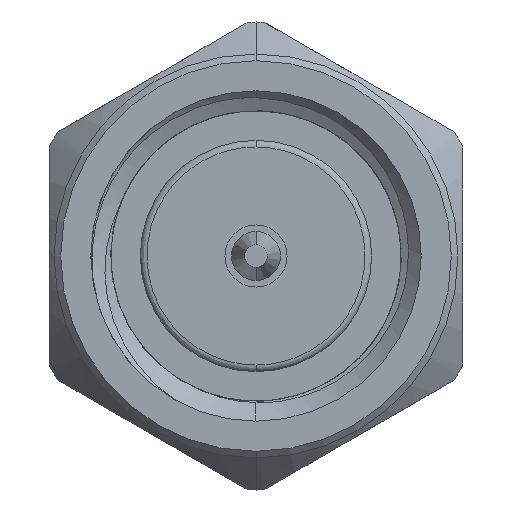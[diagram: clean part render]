
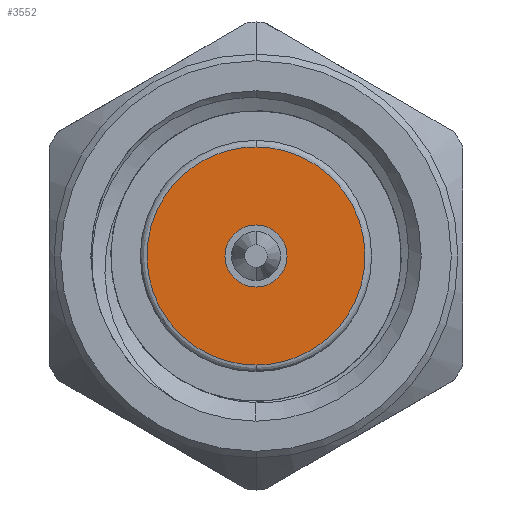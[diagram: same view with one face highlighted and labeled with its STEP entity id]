
A CAD part, left-side view. The second image highlights one B-rep face of the part: STEP entity #3552.
In plain terms, the highlighted planar face has unit normal (-1, 0, 0).
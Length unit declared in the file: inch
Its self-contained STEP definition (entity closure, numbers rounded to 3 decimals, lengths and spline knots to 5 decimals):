
#117 = FACE_OUTER_BOUND ( 'NONE', #5405, .T. ) ;
#268 = CARTESIAN_POINT ( 'NONE',  ( 0.11, 0., 0.0825 ) ) ;
#418 = VERTEX_POINT ( 'NONE', #5347 ) ;
#541 = CARTESIAN_POINT ( 'NONE',  ( 0.11, 0., -0.0825 ) ) ;
#657 = PLANE ( 'NONE',  #1307 ) ;
#797 = DIRECTION ( 'NONE',  ( 0., 0., -1. ) ) ;
#900 = CIRCLE ( 'NONE', #2979, 0.0235 ) ;
#972 = ORIENTED_EDGE ( 'NONE', *, *, #3401, .F. ) ;
#1135 =( BOUNDED_CURVE ( )  B_SPLINE_CURVE ( 3, ( #3781, #3750, #1270, #3251 ),
 .UNSPECIFIED., .F., .F. ) 
 B_SPLINE_CURVE_WITH_KNOTS ( ( 4, 4 ),
 ( 0., 1. ),
 .UNSPECIFIED. ) 
 CURVE ( )  GEOMETRIC_REPRESENTATION_ITEM ( )  RATIONAL_B_SPLINE_CURVE ( ( 1., 0.333, 0.333, 1. ) ) 
 REPRESENTATION_ITEM ( '' )  );
#1270 = CARTESIAN_POINT ( 'NONE',  ( 0.11, -0.165, -0.0825 ) ) ;
#1307 = AXIS2_PLACEMENT_3D ( 'NONE', #2064, #4503, #3985 ) ;
#1474 = CARTESIAN_POINT ( 'NONE',  ( 0.11, 0., 0.0825 ) ) ;
#1582 = ORIENTED_EDGE ( 'NONE', *, *, #5333, .F. ) ;
#1818 = CARTESIAN_POINT ( 'NONE',  ( 0.11, 0., 0.0235 ) ) ;
#1931 = AXIS2_PLACEMENT_3D ( 'NONE', #4864, #6419, #5404 ) ;
#1993 = FACE_BOUND ( 'NONE', #2840, .T. ) ;
#2064 = CARTESIAN_POINT ( 'NONE',  ( 0.11, 0., 0. ) ) ;
#2766 = VERTEX_POINT ( 'NONE', #541 ) ;
#2840 = EDGE_LOOP ( 'NONE', ( #972, #4907 ) ) ;
#2979 = AXIS2_PLACEMENT_3D ( 'NONE', #3766, #5772, #797 ) ;
#3251 = CARTESIAN_POINT ( 'NONE',  ( 0.11, 0., -0.0825 ) ) ;
#3401 = EDGE_CURVE ( 'NONE', #418, #6268, #3706, .T. ) ;
#3552 = ADVANCED_FACE ( 'NONE', ( #1993, #117 ), #657, .F. ) ;
#3706 = CIRCLE ( 'NONE', #1931, 0.0235 ) ;
#3750 = CARTESIAN_POINT ( 'NONE',  ( 0.11, -0.165, 0.0825 ) ) ;
#3766 = CARTESIAN_POINT ( 'NONE',  ( 0.11, 0., 0. ) ) ;
#3781 = CARTESIAN_POINT ( 'NONE',  ( 0.11, 0., 0.0825 ) ) ;
#3978 = CARTESIAN_POINT ( 'NONE',  ( 0.11, 0.165, -0.0825 ) ) ;
#3985 = DIRECTION ( 'NONE',  ( 0., 0., -1. ) ) ;
#4167 = VERTEX_POINT ( 'NONE', #268 ) ;
#4436 = CARTESIAN_POINT ( 'NONE',  ( 0.11, 0.165, 0.0825 ) ) ;
#4503 = DIRECTION ( 'NONE',  ( 1., 0., 0. ) ) ;
#4543 = EDGE_CURVE ( 'NONE', #6268, #418, #900, .T. ) ;
#4631 = ORIENTED_EDGE ( 'NONE', *, *, #5176, .F. ) ;
#4864 = CARTESIAN_POINT ( 'NONE',  ( 0.11, 0., 0. ) ) ;
#4907 = ORIENTED_EDGE ( 'NONE', *, *, #4543, .F. ) ;
#5176 = EDGE_CURVE ( 'NONE', #2766, #4167, #6310, .T. ) ;
#5333 = EDGE_CURVE ( 'NONE', #4167, #2766, #1135, .T. ) ;
#5347 = CARTESIAN_POINT ( 'NONE',  ( 0.11, 0., -0.0235 ) ) ;
#5404 = DIRECTION ( 'NONE',  ( 0., 0., -1. ) ) ;
#5405 = EDGE_LOOP ( 'NONE', ( #4631, #1582 ) ) ;
#5772 = DIRECTION ( 'NONE',  ( -1., 0., 0. ) ) ;
#6268 = VERTEX_POINT ( 'NONE', #1818 ) ;
#6310 =( BOUNDED_CURVE ( )  B_SPLINE_CURVE ( 3, ( #6348, #3978, #4436, #1474 ),
 .UNSPECIFIED., .F., .T. ) 
 B_SPLINE_CURVE_WITH_KNOTS ( ( 4, 4 ),
 ( 0., 1. ),
 .UNSPECIFIED. ) 
 CURVE ( )  GEOMETRIC_REPRESENTATION_ITEM ( )  RATIONAL_B_SPLINE_CURVE ( ( 1., 0.333, 0.333, 1. ) ) 
 REPRESENTATION_ITEM ( '' )  );
#6348 = CARTESIAN_POINT ( 'NONE',  ( 0.11, 0., -0.0825 ) ) ;
#6419 = DIRECTION ( 'NONE',  ( -1., 0., 0. ) ) ;
